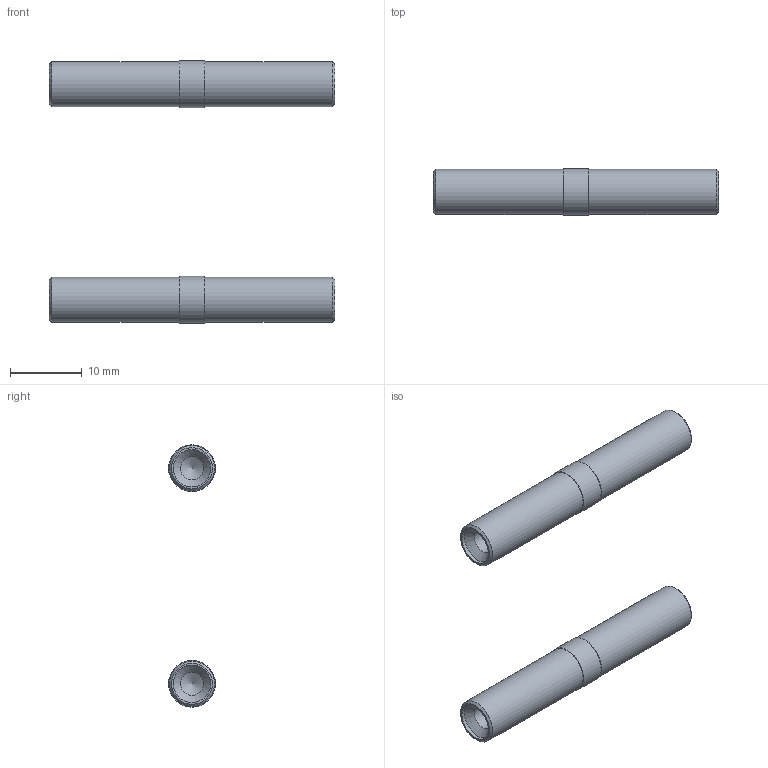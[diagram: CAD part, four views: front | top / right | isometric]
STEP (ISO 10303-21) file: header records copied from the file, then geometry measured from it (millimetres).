
FILE_DESCRIPTION(/* description */ ('STEP AP214'),/* implementation_level */ '2;1');
FILE_NAME(/* name */ '546483_LF_LOE-D-MINI',/* time_stamp */ '2024-08-29T20:52:16+02:00',/* author */ ('License CC BY-ND 4.0'),/* organization */ ('CADENAS'),/* preprocessor_version */ 'ST-DEVELOPER v19.3',/* originating_system */ 'PARTsolutions',/* authorisation */ ' ');
FILE_SCHEMA (('AUTOMOTIVE_DESIGN {1 0 10303 214 3 1 1}'));
Length unit declared in the file: millimetre
Products named in the file (2): 546483 LF/LOE-D-MINI; 359787 LF-D-MINI
Assembly tree (2 placements, depth 2):
  546483 LF/LOE-D-MINI
    359787 LF-D-MINI  x2
Bounding box: 39.7 x 6.5 x 36.5 mm (x, y, z)
Volume: 1996.7 mm3; surface area: 2222.9 mm2
Topology: 2 solids, 2 shells, 34 faces, 64 edges, 38 vertices
Faces by surface type: cylinder 14, cone 12, plane 8
Full cylindrical faces by diameter (mm): 3.242 x4, 5.2 x4, 6.3 x4, 6.5 x2
Entity records: 399 total; most frequent: DIRECTION 72, CARTESIAN_POINT 54, AXIS2_PLACEMENT_3D 36, FACE_BOUND 34, ORIENTED_EDGE 32, EDGE_LOOP 32, VERTEX_POINT 18, ADVANCED_FACE 17
